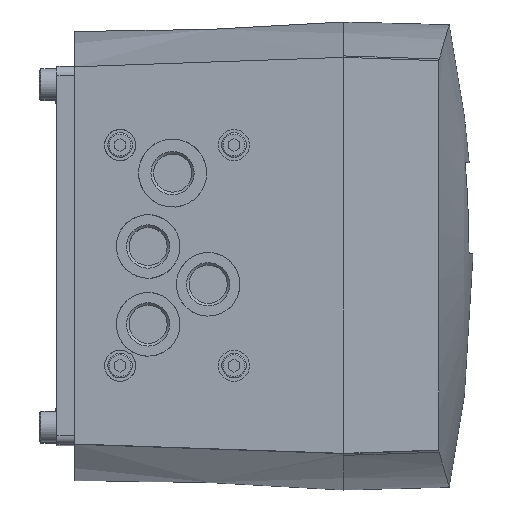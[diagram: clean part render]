
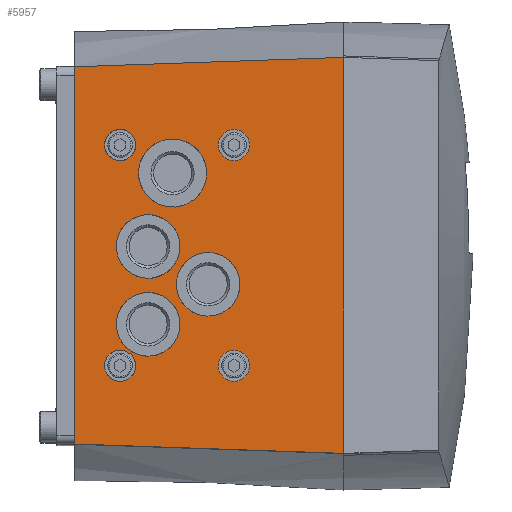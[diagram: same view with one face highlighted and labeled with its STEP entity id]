
A CAD part, top view. The second image highlights one B-rep face of the part: STEP entity #5957.
In plain terms, the highlighted planar face has unit normal (-0.035, 0, 0.999).
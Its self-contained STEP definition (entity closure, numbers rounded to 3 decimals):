
#82=ELLIPSE('',#6520,3.502,3.5);
#83=ELLIPSE('',#6521,3.502,3.5);
#84=ELLIPSE('',#6522,1.451,1.45);
#85=ELLIPSE('',#6523,1.451,1.45);
#86=ELLIPSE('',#6524,7.655,7.65);
#87=ELLIPSE('',#6525,7.154,7.15);
#88=ELLIPSE('',#6526,7.154,7.15);
#89=ELLIPSE('',#6527,7.154,7.15);
#952=ORIENTED_EDGE('',*,*,#2466,.T.);
#953=ORIENTED_EDGE('',*,*,#2467,.T.);
#954=ORIENTED_EDGE('',*,*,#2468,.T.);
#955=ORIENTED_EDGE('',*,*,#2469,.T.);
#956=ORIENTED_EDGE('',*,*,#2470,.T.);
#957=ORIENTED_EDGE('',*,*,#2471,.T.);
#958=ORIENTED_EDGE('',*,*,#2472,.T.);
#959=ORIENTED_EDGE('',*,*,#2473,.T.);
#960=ORIENTED_EDGE('',*,*,#2420,.F.);
#961=ORIENTED_EDGE('',*,*,#2465,.F.);
#962=ORIENTED_EDGE('',*,*,#2474,.T.);
#963=ORIENTED_EDGE('',*,*,#2475,.T.);
#2420=EDGE_CURVE('',#3150,#3152,#3679,.T.);
#2465=EDGE_CURVE('',#3180,#3150,#3703,.T.);
#2466=EDGE_CURVE('',#3181,#3181,#82,.F.);
#2467=EDGE_CURVE('',#3182,#3182,#83,.F.);
#2468=EDGE_CURVE('',#3183,#3183,#84,.F.);
#2469=EDGE_CURVE('',#3184,#3184,#85,.F.);
#2470=EDGE_CURVE('',#3185,#3185,#86,.F.);
#2471=EDGE_CURVE('',#3186,#3186,#87,.F.);
#2472=EDGE_CURVE('',#3187,#3187,#88,.F.);
#2473=EDGE_CURVE('',#3188,#3188,#89,.F.);
#2474=EDGE_CURVE('',#3180,#3189,#3704,.T.);
#2475=EDGE_CURVE('',#3189,#3152,#3705,.T.);
#3150=VERTEX_POINT('',#9562);
#3152=VERTEX_POINT('',#9568);
#3180=VERTEX_POINT('',#9690);
#3181=VERTEX_POINT('',#9694);
#3182=VERTEX_POINT('',#9696);
#3183=VERTEX_POINT('',#9698);
#3184=VERTEX_POINT('',#9700);
#3185=VERTEX_POINT('',#9702);
#3186=VERTEX_POINT('',#9704);
#3187=VERTEX_POINT('',#9706);
#3188=VERTEX_POINT('',#9708);
#3189=VERTEX_POINT('',#9710);
#3679=LINE('',#9567,#4107);
#3703=LINE('',#9691,#4131);
#3704=LINE('',#9709,#4132);
#3705=LINE('',#9711,#4133);
#4107=VECTOR('',#7542,1000.);
#4131=VECTOR('',#7624,1000.);
#4132=VECTOR('',#7643,1000.);
#4133=VECTOR('',#7644,1000.);
#4479=EDGE_LOOP('',(#952));
#4480=EDGE_LOOP('',(#953));
#4481=EDGE_LOOP('',(#954));
#4482=EDGE_LOOP('',(#955));
#4483=EDGE_LOOP('',(#956));
#4484=EDGE_LOOP('',(#957));
#4485=EDGE_LOOP('',(#958));
#4486=EDGE_LOOP('',(#959));
#4487=EDGE_LOOP('',(#960,#961,#962,#963));
#5093=FACE_BOUND('',#4479,.T.);
#5094=FACE_BOUND('',#4480,.T.);
#5095=FACE_BOUND('',#4481,.T.);
#5096=FACE_BOUND('',#4482,.T.);
#5097=FACE_BOUND('',#4483,.T.);
#5098=FACE_BOUND('',#4484,.T.);
#5099=FACE_BOUND('',#4485,.T.);
#5100=FACE_BOUND('',#4486,.T.);
#5101=FACE_BOUND('',#4487,.T.);
#5663=PLANE('',#6519);
#5957=ADVANCED_FACE('',(#5093,#5094,#5095,#5096,#5097,#5098,#5099,#5100,
#5101),#5663,.T.);
#6519=AXIS2_PLACEMENT_3D('',#9692,#7625,#7626);
#6520=AXIS2_PLACEMENT_3D('',#9693,#7627,#7628);
#6521=AXIS2_PLACEMENT_3D('',#9695,#7629,#7630);
#6522=AXIS2_PLACEMENT_3D('',#9697,#7631,#7632);
#6523=AXIS2_PLACEMENT_3D('',#9699,#7633,#7634);
#6524=AXIS2_PLACEMENT_3D('',#9701,#7635,#7636);
#6525=AXIS2_PLACEMENT_3D('',#9703,#7637,#7638);
#6526=AXIS2_PLACEMENT_3D('',#9705,#7639,#7640);
#6527=AXIS2_PLACEMENT_3D('',#9707,#7641,#7642);
#7542=DIRECTION('',(0.,-1.,0.));
#7624=DIRECTION('',(0.999,0.035,0.035));
#7625=DIRECTION('',(-0.035,0.,0.999));
#7626=DIRECTION('',(0.999,0.,0.035));
#7627=DIRECTION('',(-0.035,0.,0.999));
#7628=DIRECTION('',(-0.999,0.,-0.035));
#7629=DIRECTION('',(-0.035,0.,0.999));
#7630=DIRECTION('',(-0.999,0.,-0.035));
#7631=DIRECTION('',(-0.035,0.,0.999));
#7632=DIRECTION('',(-0.999,0.,-0.035));
#7633=DIRECTION('',(-0.035,0.,0.999));
#7634=DIRECTION('',(-0.999,0.,-0.035));
#7635=DIRECTION('',(-0.035,0.,0.999));
#7636=DIRECTION('',(-0.999,0.,-0.035));
#7637=DIRECTION('',(-0.035,0.,0.999));
#7638=DIRECTION('',(-0.999,0.,-0.035));
#7639=DIRECTION('',(-0.035,0.,0.999));
#7640=DIRECTION('',(-0.999,0.,-0.035));
#7641=DIRECTION('',(-0.035,0.,0.999));
#7642=DIRECTION('',(-0.999,0.,-0.035));
#7643=DIRECTION('',(0.,-1.,0.));
#7644=DIRECTION('',(0.999,-0.035,0.035));
#9562=CARTESIAN_POINT('',(0.,44.5,82.));
#9567=CARTESIAN_POINT('',(0.,44.5,82.));
#9568=CARTESIAN_POINT('',(0.,-44.5,82.));
#9690=CARTESIAN_POINT('',(-60.5,42.387,79.887));
#9691=CARTESIAN_POINT('',(-1.296,44.455,81.955));
#9692=CARTESIAN_POINT('',(0.,44.5,82.));
#9693=CARTESIAN_POINT('',(-50.3,-24.8,80.243));
#9694=CARTESIAN_POINT('',(-53.8,-24.8,80.121));
#9695=CARTESIAN_POINT('',(-50.3,24.8,80.243));
#9696=CARTESIAN_POINT('',(-53.8,24.8,80.121));
#9697=CARTESIAN_POINT('',(-24.7,-24.8,81.137));
#9698=CARTESIAN_POINT('',(-26.15,-24.8,81.087));
#9699=CARTESIAN_POINT('',(-24.7,24.8,81.137));
#9700=CARTESIAN_POINT('',(-26.15,24.8,81.087));
#9701=CARTESIAN_POINT('',(-38.5,18.5,80.656));
#9702=CARTESIAN_POINT('',(-46.15,18.5,80.388));
#9703=CARTESIAN_POINT('',(-30.5,-6.5,80.935));
#9704=CARTESIAN_POINT('',(-37.65,-6.5,80.685));
#9705=CARTESIAN_POINT('',(-44.,-15.5,80.463));
#9706=CARTESIAN_POINT('',(-51.15,-15.5,80.214));
#9707=CARTESIAN_POINT('',(-44.,2.,80.463));
#9708=CARTESIAN_POINT('',(-51.15,2.,80.214));
#9709=CARTESIAN_POINT('',(-60.5,70.7,79.887));
#9710=CARTESIAN_POINT('',(-60.5,-42.387,79.887));
#9711=CARTESIAN_POINT('',(-3.1,-44.392,81.892));
